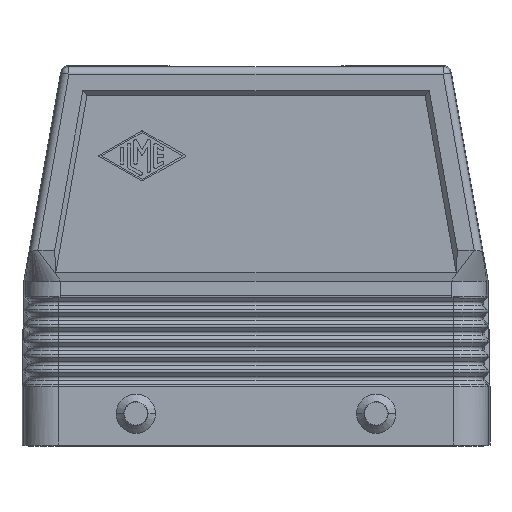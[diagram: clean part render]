
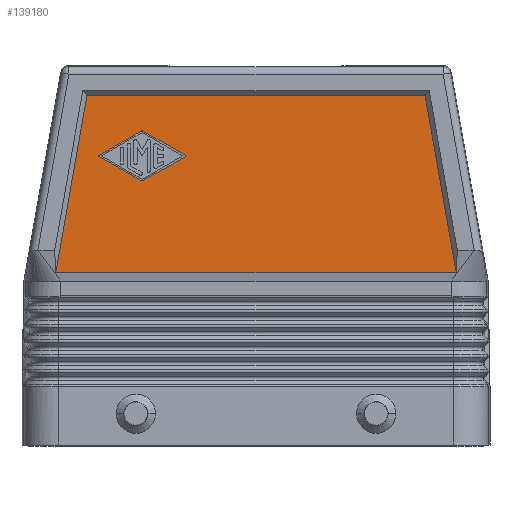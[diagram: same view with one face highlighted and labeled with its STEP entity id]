
A CAD part, left-side view. The second image highlights one B-rep face of the part: STEP entity #139180.
In plain terms, the highlighted planar face has unit normal (-1, 0, 0).
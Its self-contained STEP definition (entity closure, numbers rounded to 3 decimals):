
#1620=CARTESIAN_POINT('',(374.083,48.488,
58.088));
#1630=VERTEX_POINT('',#1620);
#1800=CARTESIAN_POINT('',(374.083,40.072,
53.277));
#1810=VERTEX_POINT('',#1800);
#1840=CARTESIAN_POINT('',(374.083,44.373,
55.735));
#1850=DIRECTION('',(0.,0.868,0.496));
#1860=VECTOR('',#1850,1.);
#1870=LINE('',#1840,#1860);
#1880=EDGE_CURVE('',#1810,#1630,#1870,.T.);
#39610=CARTESIAN_POINT('',(374.083,31.324,
58.377));
#39620=VERTEX_POINT('',#39610);
#39790=CARTESIAN_POINT('',(374.083,39.741,
63.188));
#39800=VERTEX_POINT('',#39790);
#39830=CARTESIAN_POINT('',(374.083,44.373,
65.836));
#39840=DIRECTION('',(0.,-0.868,-0.496));
#39850=VECTOR('',#39840,1.);
#39860=LINE('',#39830,#39850);
#39870=EDGE_CURVE('',#39800,#39620,#39860,.T.);
#72050=CARTESIAN_POINT('',(374.083,40.072,
63.188));
#72060=VERTEX_POINT('',#72050);
#72090=CARTESIAN_POINT('',(374.083,39.906,
62.899));
#72100=DIRECTION('',(-1.,0.,0.));
#72110=DIRECTION('',(0.,-1.,0.));
#72120=AXIS2_PLACEMENT_3D('',#72090,#72100,#72110);
#72130=CIRCLE('',#72120,0.333);
#72140=EDGE_CURVE('',#39800,#72060,#72130,.T.);
#88380=CARTESIAN_POINT('',(374.083,31.324,
58.088));
#88390=VERTEX_POINT('',#88380);
#88520=CARTESIAN_POINT('',(374.083,31.407,
58.233));
#88530=DIRECTION('',(-1.,0.,0.));
#88540=DIRECTION('',(0.,-1.,0.));
#88550=AXIS2_PLACEMENT_3D('',#88520,#88530,#88540);
#88560=CIRCLE('',#88550,0.167);
#88570=EDGE_CURVE('',#88390,#39620,#88560,.T.);
#91180=CARTESIAN_POINT('',(374.083,48.488,
58.377));
#91190=VERTEX_POINT('',#91180);
#91220=CARTESIAN_POINT('',(374.083,44.373,
60.73));
#91230=DIRECTION('',(0.,-0.868,0.496));
#91240=VECTOR('',#91230,1.);
#91250=LINE('',#91220,#91240);
#91260=EDGE_CURVE('',#91190,#72060,#91250,.T.);
#95930=CARTESIAN_POINT('',(374.083,39.741,
53.277));
#95940=VERTEX_POINT('',#95930);
#96060=CARTESIAN_POINT('',(374.083,44.373,
50.63));
#96070=DIRECTION('',(0.,0.868,-0.496));
#96080=VECTOR('',#96070,1.);
#96090=LINE('',#96060,#96080);
#96100=EDGE_CURVE('',#88390,#95940,#96090,.T.);
#98440=CARTESIAN_POINT('',(374.083,48.405,
58.233));
#98450=DIRECTION('',(-1.,0.,0.));
#98460=DIRECTION('',(0.,-1.,0.));
#98470=AXIS2_PLACEMENT_3D('',#98440,#98450,#98460);
#98480=CIRCLE('',#98470,0.167);
#98490=EDGE_CURVE('',#91190,#1630,#98480,.T.);
#131880=CARTESIAN_POINT('',(374.083,39.906,
53.566));
#131890=DIRECTION('',(-1.,0.,0.));
#131900=DIRECTION('',(0.,-1.,0.));
#131910=AXIS2_PLACEMENT_3D('',#131880,#131890,#131900);
#131920=CIRCLE('',#131910,0.333);
#131930=EDGE_CURVE('',#1810,#95940,#131920,.T.);
#136510=CARTESIAN_POINT('',(374.083,-12.317,
48.893));
#136520=DIRECTION('',(1.,0.,0.));
#136530=DIRECTION('',(0.,1.,0.));
#136540=AXIS2_PLACEMENT_3D('',#136510,#136520,#136530);
#136550=PLANE('',#136540);
#138140=CARTESIAN_POINT('',(374.083,50.926,
70.233));
#138150=VERTEX_POINT('',#138140);
#138320=CARTESIAN_POINT('',(374.083,-16.613,
70.233));
#138330=VERTEX_POINT('',#138320);
#138360=CARTESIAN_POINT('',(374.083,44.373,
70.233));
#138370=DIRECTION('',(0.,1.,0.));
#138380=VECTOR('',#138370,1.);
#138390=LINE('',#138360,#138380);
#138400=EDGE_CURVE('',#138330,#138150,#138390,.T.);
#138630=CARTESIAN_POINT('',(374.083,-22.843,
34.87));
#138640=VERTEX_POINT('',#138630);
#138670=CARTESIAN_POINT('',(374.083,-26.831,
12.233));
#138680=DIRECTION('',(0.,0.174,0.985));
#138690=VECTOR('',#138680,1.);
#138700=LINE('',#138670,#138690);
#138710=EDGE_CURVE('',#138640,#138330,#138700,.T.);
#138900=ORIENTED_EDGE('',*,*,#88570,.F.);
#138910=ORIENTED_EDGE('',*,*,#39870,.T.);
#138920=ORIENTED_EDGE('',*,*,#72140,.F.);
#138930=ORIENTED_EDGE('',*,*,#91260,.T.);
#138940=ORIENTED_EDGE('',*,*,#98490,.F.);
#138950=ORIENTED_EDGE('',*,*,#1880,.T.);
#138960=ORIENTED_EDGE('',*,*,#131930,.F.);
#138970=ORIENTED_EDGE('',*,*,#96100,.T.);
#138980=EDGE_LOOP('',(#138970,#138960,#138950,#138940,#138930,#138920,
#138910,#138900));
#138990=FACE_BOUND('',#138980,.T.);
#139000=CARTESIAN_POINT('',(374.083,44.373,
34.87));
#139010=DIRECTION('',(0.,1.,0.));
#139020=VECTOR('',#139010,1.);
#139030=LINE('',#139000,#139020);
#139040=CARTESIAN_POINT('',(374.083,57.156,
34.87));
#139050=VERTEX_POINT('',#139040);
#139060=EDGE_CURVE('',#138640,#139050,#139030,.T.);
#139070=ORIENTED_EDGE('',*,*,#139060,.F.);
#139080=CARTESIAN_POINT('',(374.083,61.144,
12.233));
#139090=DIRECTION('',(0.,-0.174,0.985));
#139100=VECTOR('',#139090,1.);
#139110=LINE('',#139080,#139100);
#139120=EDGE_CURVE('',#139050,#138150,#139110,.T.);
#139130=ORIENTED_EDGE('',*,*,#139120,.F.);
#139140=ORIENTED_EDGE('',*,*,#138400,.T.);
#139150=ORIENTED_EDGE('',*,*,#138710,.T.);
#139160=EDGE_LOOP('',(#139150,#139140,#139130,#139070));
#139170=FACE_OUTER_BOUND('',#139160,.T.);
#139180=ADVANCED_FACE('',(#138990,#139170),#136550,.F.);
